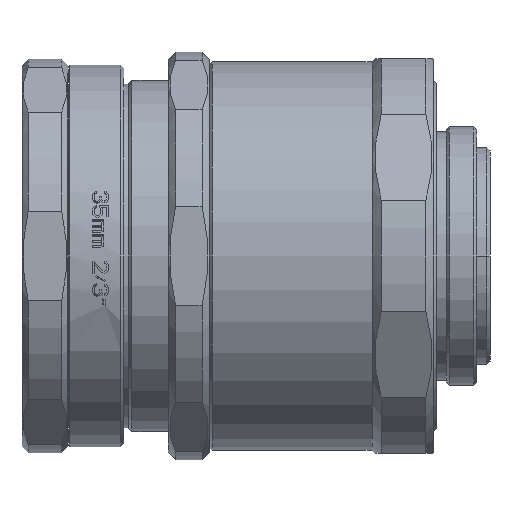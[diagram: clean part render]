
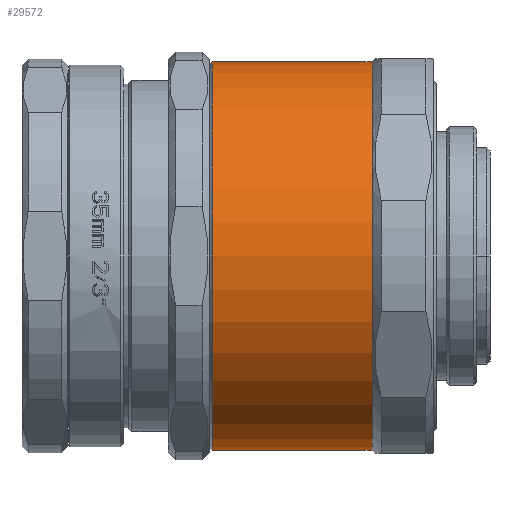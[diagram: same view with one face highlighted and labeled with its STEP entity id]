
A CAD part, left-side view. The second image highlights one B-rep face of the part: STEP entity #29572.
In plain terms, the highlighted cylindrical face has radius 19.1 mm (diameter 38.2 mm), a partial arc.
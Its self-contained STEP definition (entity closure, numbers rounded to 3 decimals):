
#28707=CARTESIAN_POINT('',(0.,22.,0.));
#28708=DIRECTION('',(0.,-1.,0.));
#28709=DIRECTION('',(0.,0.,1.));
#28710=AXIS2_PLACEMENT_3D('',#28707,#28708,#28709);
#28716=DIRECTION('',(0.,1.,0.));
#28717=VECTOR('',#28716,15.7);
#28718=CARTESIAN_POINT('',(0.,6.3,-19.1));
#28719=LINE('',#28718,#28717);
#28720=DIRECTION('',(0.,1.,0.));
#28721=VECTOR('',#28720,15.7);
#28722=CARTESIAN_POINT('',(0.,6.3,19.1));
#28723=LINE('',#28722,#28721);
#28886=CARTESIAN_POINT('',(0.,6.3,0.));
#28887=DIRECTION('',(0.,1.,0.));
#28888=DIRECTION('',(0.,0.,-1.));
#28889=AXIS2_PLACEMENT_3D('',#28886,#28887,#28888);
#29234=CARTESIAN_POINT('',(0.,22.,19.1));
#29235=VERTEX_POINT('',#29234);
#29236=CARTESIAN_POINT('',(0.,22.,-19.1));
#29237=VERTEX_POINT('',#29236);
#29238=CARTESIAN_POINT('',(0.,6.3,19.1));
#29239=VERTEX_POINT('',#29238);
#29240=CARTESIAN_POINT('',(0.,6.3,-19.1));
#29241=VERTEX_POINT('',#29240);
#29558=CARTESIAN_POINT('',(0.,-5.315,0.));
#29559=DIRECTION('',(0.,1.,0.));
#29560=DIRECTION('',(0.,0.,-1.));
#29561=AXIS2_PLACEMENT_3D('',#29558,#29559,#29560);
#29562=CYLINDRICAL_SURFACE('',#29561,19.1);
#29564=ORIENTED_EDGE('',*,*,#29563,.F.);
#29566=ORIENTED_EDGE('',*,*,#29565,.F.);
#29568=ORIENTED_EDGE('',*,*,#29567,.T.);
#29569=ORIENTED_EDGE('',*,*,#29551,.F.);
#29570=EDGE_LOOP('',(#29564,#29566,#29568,#29569));
#29571=FACE_OUTER_BOUND('',#29570,.F.);
#29572=ADVANCED_FACE('',(#29571),#29562,.T.);
#28711=CIRCLE('',#28710,19.1);
#28890=CIRCLE('',#28889,19.1);
#29551=EDGE_CURVE('',#29235,#29237,#28711,.T.);
#29563=EDGE_CURVE('',#29239,#29235,#28723,.T.);
#29565=EDGE_CURVE('',#29241,#29239,#28890,.T.);
#29567=EDGE_CURVE('',#29241,#29237,#28719,.T.);
